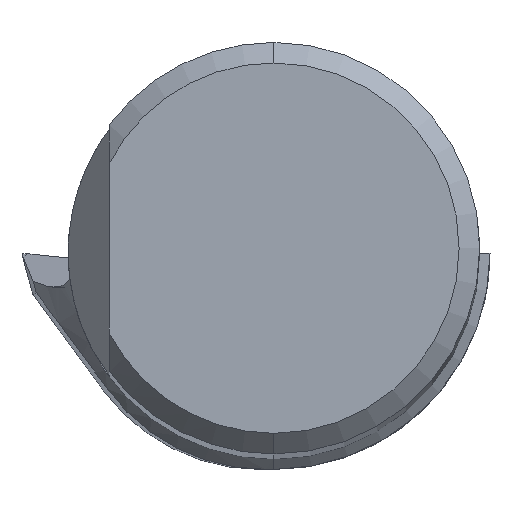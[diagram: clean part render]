
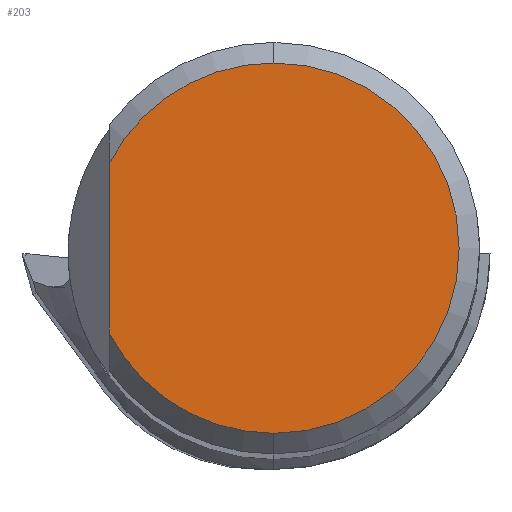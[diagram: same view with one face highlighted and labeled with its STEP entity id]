
A CAD part, top view. The second image highlights one B-rep face of the part: STEP entity #203.
In plain terms, the highlighted planar face has unit normal (0, 0, 1).
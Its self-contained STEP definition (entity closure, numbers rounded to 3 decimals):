
#167=VERTEX_POINT('NONE',#415);
#203=ADVANCED_FACE('NONE',(#452),#453,.F.);
#257=VERTEX_POINT('NONE',#515);
#261=EDGE_CURVE('NONE',#167,#273,#519,.T.);
#273=VERTEX_POINT('NONE',#533);
#297=EDGE_CURVE('NONE',#257,#167,#557,.T.);
#309=EDGE_CURVE('NONE',#273,#349,#571,.T.);
#333=EDGE_CURVE('NONE',#349,#257,#595,.T.);
#349=VERTEX_POINT('NONE',#612);
#415=CARTESIAN_POINT('',(-1.6,0.825,0.0));
#452=FACE_OUTER_BOUND('',#791,.T.);
#453=PLANE('',#792);
#515=CARTESIAN_POINT('',(0.0,1.8,0.0));
#519=LINE('',#934,#935);
#533=CARTESIAN_POINT('',(-1.6,-0.825,0.0));
#557=CIRCLE('',#984,1.8);
#571=CIRCLE('',#1000,1.8);
#595=CIRCLE('',#1035,1.8);
#612=CARTESIAN_POINT('',(0.,-1.8,0.0));
#791=EDGE_LOOP('',(#1176,#1177,#1178,#1179));
#792=AXIS2_PLACEMENT_3D('',#1180,#1181,#1182);
#934=CARTESIAN_POINT('',(-1.6,0.0,0.0));
#935=VECTOR('',#1257,1000.0);
#984=AXIS2_PLACEMENT_3D('',#1285,#1286,#1287);
#1000=AXIS2_PLACEMENT_3D('',#1305,#1306,#1307);
#1035=AXIS2_PLACEMENT_3D('',#1313,#1314,#1315);
#1176=ORIENTED_EDGE('',*,*,#309,.T.);
#1177=ORIENTED_EDGE('',*,*,#333,.T.);
#1178=ORIENTED_EDGE('',*,*,#297,.T.);
#1179=ORIENTED_EDGE('',*,*,#261,.T.);
#1180=CARTESIAN_POINT('',(0.0,0.0,0.0));
#1181=DIRECTION('',(0.0,0.0,-1.0));
#1182=DIRECTION('',(1.0,0.0,0.0));
#1257=DIRECTION('',(0.0,-1.0,0.0));
#1285=CARTESIAN_POINT('',(0.0,0.0,0.0));
#1286=DIRECTION('',(-0.0,0.0,1.0));
#1287=DIRECTION('',(0.0,1.0,0.0));
#1305=CARTESIAN_POINT('',(0.0,0.0,0.0));
#1306=DIRECTION('',(0.0,-0.0,1.0));
#1307=DIRECTION('',(0.,1.0,0.0));
#1313=CARTESIAN_POINT('',(0.0,0.0,0.0));
#1314=DIRECTION('',(-0.0,0.0,1.0));
#1315=DIRECTION('',(0.0,1.0,0.0));
